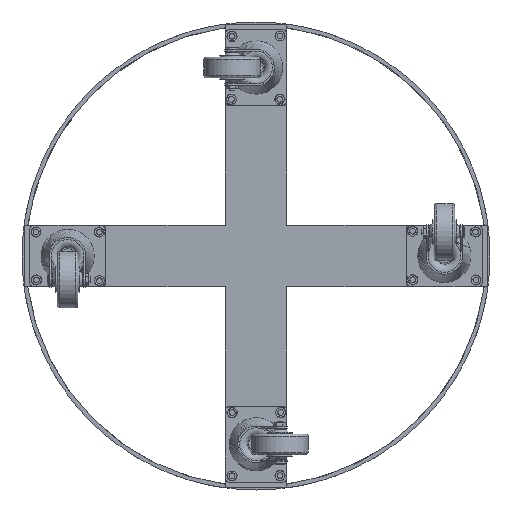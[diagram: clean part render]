
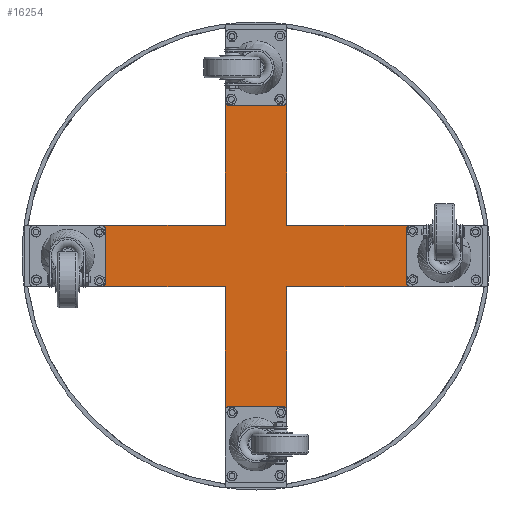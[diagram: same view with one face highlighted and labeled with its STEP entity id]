
A CAD part, top view. The second image highlights one B-rep face of the part: STEP entity #16254.
In plain terms, the highlighted planar face has unit normal (0, 0, 1).
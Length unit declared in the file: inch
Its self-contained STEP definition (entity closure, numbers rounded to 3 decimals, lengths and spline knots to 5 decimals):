
#15289=CARTESIAN_POINT('',(-1.4,-7.88903,2.1375));
#15290=VERTEX_POINT('',#15289);
#15297=CARTESIAN_POINT('',(-1.6,-8.08903,2.1375));
#15298=VERTEX_POINT('',#15297);
#15299=CARTESIAN_POINT('',(-1.4,-8.08903,2.1375));
#15300=DIRECTION('',(0.0,0.0,-1.0));
#15301=DIRECTION('',(0.0,-1.0,0.0));
#15302=AXIS2_PLACEMENT_3D('',#15299,#15300,#15301);
#15303=CIRCLE('',#15302,0.2);
#15304=EDGE_CURVE('',#15298,#15290,#15303,.T.);
#15328=CARTESIAN_POINT('',(1.4,-7.88903,2.1375));
#15329=VERTEX_POINT('',#15328);
#15336=CARTESIAN_POINT('',(-1.4,-7.88903,2.1375));
#15337=DIRECTION('',(1.0,0.0,0.0));
#15338=VECTOR('',#15337,2.8);
#15339=LINE('',#15336,#15338);
#15340=EDGE_CURVE('',#15290,#15329,#15339,.T.);
#15360=CARTESIAN_POINT('',(1.6,-8.08903,2.1375));
#15361=VERTEX_POINT('',#15360);
#15368=CARTESIAN_POINT('',(1.4,-8.08903,2.1375));
#15369=DIRECTION('',(0.0,0.0,-1.0));
#15370=DIRECTION('',(-1.0,0.0,0.0));
#15371=AXIS2_PLACEMENT_3D('',#15368,#15369,#15370);
#15372=CIRCLE('',#15371,0.2);
#15373=EDGE_CURVE('',#15329,#15361,#15372,.T.);
#15542=CARTESIAN_POINT('',(1.4,7.88903,2.1375));
#15543=VERTEX_POINT('',#15542);
#15550=CARTESIAN_POINT('',(1.6,8.08903,2.1375));
#15551=VERTEX_POINT('',#15550);
#15552=CARTESIAN_POINT('',(1.4,8.08903,2.1375));
#15553=DIRECTION('',(0.0,0.0,-1.0));
#15554=DIRECTION('',(0.0,1.0,0.0));
#15555=AXIS2_PLACEMENT_3D('',#15552,#15553,#15554);
#15556=CIRCLE('',#15555,0.2);
#15557=EDGE_CURVE('',#15551,#15543,#15556,.T.);
#15581=CARTESIAN_POINT('',(-1.4,7.88903,2.1375));
#15582=VERTEX_POINT('',#15581);
#15589=CARTESIAN_POINT('',(1.4,7.88903,2.1375));
#15590=DIRECTION('',(-1.0,0.0,0.0));
#15591=VECTOR('',#15590,2.8);
#15592=LINE('',#15589,#15591);
#15593=EDGE_CURVE('',#15543,#15582,#15592,.T.);
#15613=CARTESIAN_POINT('',(-1.6,8.08903,2.1375));
#15614=VERTEX_POINT('',#15613);
#15621=CARTESIAN_POINT('',(-1.4,8.08903,2.1375));
#15622=DIRECTION('',(0.0,0.0,-1.0));
#15623=DIRECTION('',(1.0,0.0,0.0));
#15624=AXIS2_PLACEMENT_3D('',#15621,#15622,#15623);
#15625=CIRCLE('',#15624,0.2);
#15626=EDGE_CURVE('',#15582,#15614,#15625,.T.);
#15795=CARTESIAN_POINT('',(-7.88903,1.4,2.1375));
#15796=VERTEX_POINT('',#15795);
#15803=CARTESIAN_POINT('',(-8.08903,1.6,2.1375));
#15804=VERTEX_POINT('',#15803);
#15805=CARTESIAN_POINT('',(-8.08903,1.4,2.1375));
#15806=DIRECTION('',(0.0,0.0,-1.0));
#15807=DIRECTION('',(-1.0,0.0,0.0));
#15808=AXIS2_PLACEMENT_3D('',#15805,#15806,#15807);
#15809=CIRCLE('',#15808,0.2);
#15810=EDGE_CURVE('',#15804,#15796,#15809,.T.);
#15834=CARTESIAN_POINT('',(-7.88903,-1.4,2.1375));
#15835=VERTEX_POINT('',#15834);
#15842=CARTESIAN_POINT('',(-7.88903,1.4,2.1375));
#15843=DIRECTION('',(0.0,-1.0,0.0));
#15844=VECTOR('',#15843,2.8);
#15845=LINE('',#15842,#15844);
#15846=EDGE_CURVE('',#15796,#15835,#15845,.T.);
#15866=CARTESIAN_POINT('',(-8.08903,-1.6,2.1375));
#15867=VERTEX_POINT('',#15866);
#15874=CARTESIAN_POINT('',(-8.08903,-1.4,2.1375));
#15875=DIRECTION('',(0.0,0.0,-1.0));
#15876=DIRECTION('',(0.0,1.0,0.0));
#15877=AXIS2_PLACEMENT_3D('',#15874,#15875,#15876);
#15878=CIRCLE('',#15877,0.2);
#15879=EDGE_CURVE('',#15835,#15867,#15878,.T.);
#16048=CARTESIAN_POINT('',(7.88903,-1.4,2.1375));
#16049=VERTEX_POINT('',#16048);
#16056=CARTESIAN_POINT('',(8.08903,-1.6,2.1375));
#16057=VERTEX_POINT('',#16056);
#16058=CARTESIAN_POINT('',(8.08903,-1.4,2.1375));
#16059=DIRECTION('',(0.0,0.0,-1.0));
#16060=DIRECTION('',(1.0,0.0,0.0));
#16061=AXIS2_PLACEMENT_3D('',#16058,#16059,#16060);
#16062=CIRCLE('',#16061,0.2);
#16063=EDGE_CURVE('',#16057,#16049,#16062,.T.);
#16087=CARTESIAN_POINT('',(7.88903,1.4,2.1375));
#16088=VERTEX_POINT('',#16087);
#16095=CARTESIAN_POINT('',(7.88903,-1.4,2.1375));
#16096=DIRECTION('',(0.0,1.0,0.0));
#16097=VECTOR('',#16096,2.8);
#16098=LINE('',#16095,#16097);
#16099=EDGE_CURVE('',#16049,#16088,#16098,.T.);
#16119=CARTESIAN_POINT('',(8.08903,1.6,2.1375));
#16120=VERTEX_POINT('',#16119);
#16127=CARTESIAN_POINT('',(8.08903,1.4,2.1375));
#16128=DIRECTION('',(0.0,0.0,-1.0));
#16129=DIRECTION('',(0.0,-1.0,0.0));
#16130=AXIS2_PLACEMENT_3D('',#16127,#16128,#16129);
#16131=CIRCLE('',#16130,0.2);
#16132=EDGE_CURVE('',#16088,#16120,#16131,.T.);
#16179=CARTESIAN_POINT('',(6.06952,0.8,2.1375));
#16180=DIRECTION('',(0.0,0.0,1.0));
#16181=DIRECTION('',(1.0,0.0,0.0));
#16182=AXIS2_PLACEMENT_3D('',#16179,#16180,#16181);
#16183=PLANE('',#16182);
#16184=ORIENTED_EDGE('',*,*,#15304,.T.);
#16185=ORIENTED_EDGE('',*,*,#15340,.T.);
#16186=ORIENTED_EDGE('',*,*,#15373,.T.);
#16187=CARTESIAN_POINT('',(1.6,-1.6,2.1375));
#16188=VERTEX_POINT('',#16187);
#16189=CARTESIAN_POINT('',(1.6,-1.6,2.1375));
#16190=DIRECTION('',(0.0,-1.0,0.0));
#16191=VECTOR('',#16190,6.48903);
#16192=LINE('',#16189,#16191);
#16193=EDGE_CURVE('',#16188,#15361,#16192,.T.);
#16194=ORIENTED_EDGE('',*,*,#16193,.F.);
#16195=CARTESIAN_POINT('',(8.08903,-1.6,2.1375));
#16196=DIRECTION('',(-1.0,0.0,0.0));
#16197=VECTOR('',#16196,6.48903);
#16198=LINE('',#16195,#16197);
#16199=EDGE_CURVE('',#16057,#16188,#16198,.T.);
#16200=ORIENTED_EDGE('',*,*,#16199,.F.);
#16201=ORIENTED_EDGE('',*,*,#16063,.T.);
#16202=ORIENTED_EDGE('',*,*,#16099,.T.);
#16203=ORIENTED_EDGE('',*,*,#16132,.T.);
#16204=CARTESIAN_POINT('',(1.6,1.6,2.1375));
#16205=VERTEX_POINT('',#16204);
#16206=CARTESIAN_POINT('',(1.6,1.6,2.1375));
#16207=DIRECTION('',(1.0,0.0,0.0));
#16208=VECTOR('',#16207,6.48903);
#16209=LINE('',#16206,#16208);
#16210=EDGE_CURVE('',#16205,#16120,#16209,.T.);
#16211=ORIENTED_EDGE('',*,*,#16210,.F.);
#16212=CARTESIAN_POINT('',(1.6,8.08903,2.1375));
#16213=DIRECTION('',(0.0,-1.0,0.0));
#16214=VECTOR('',#16213,6.48903);
#16215=LINE('',#16212,#16214);
#16216=EDGE_CURVE('',#15551,#16205,#16215,.T.);
#16217=ORIENTED_EDGE('',*,*,#16216,.F.);
#16218=ORIENTED_EDGE('',*,*,#15557,.T.);
#16219=ORIENTED_EDGE('',*,*,#15593,.T.);
#16220=ORIENTED_EDGE('',*,*,#15626,.T.);
#16221=CARTESIAN_POINT('',(-1.6,1.6,2.1375));
#16222=VERTEX_POINT('',#16221);
#16223=CARTESIAN_POINT('',(-1.6,1.6,2.1375));
#16224=DIRECTION('',(0.0,1.0,0.0));
#16225=VECTOR('',#16224,6.48903);
#16226=LINE('',#16223,#16225);
#16227=EDGE_CURVE('',#16222,#15614,#16226,.T.);
#16228=ORIENTED_EDGE('',*,*,#16227,.F.);
#16229=CARTESIAN_POINT('',(-8.08903,1.6,2.1375));
#16230=DIRECTION('',(1.0,0.0,0.0));
#16231=VECTOR('',#16230,6.48903);
#16232=LINE('',#16229,#16231);
#16233=EDGE_CURVE('',#15804,#16222,#16232,.T.);
#16234=ORIENTED_EDGE('',*,*,#16233,.F.);
#16235=ORIENTED_EDGE('',*,*,#15810,.T.);
#16236=ORIENTED_EDGE('',*,*,#15846,.T.);
#16237=ORIENTED_EDGE('',*,*,#15879,.T.);
#16238=CARTESIAN_POINT('',(-1.6,-1.6,2.1375));
#16239=VERTEX_POINT('',#16238);
#16240=CARTESIAN_POINT('',(-1.6,-1.6,2.1375));
#16241=DIRECTION('',(-1.0,0.0,0.0));
#16242=VECTOR('',#16241,6.48903);
#16243=LINE('',#16240,#16242);
#16244=EDGE_CURVE('',#16239,#15867,#16243,.T.);
#16245=ORIENTED_EDGE('',*,*,#16244,.F.);
#16246=CARTESIAN_POINT('',(-1.6,-8.08903,2.1375));
#16247=DIRECTION('',(0.0,1.0,0.0));
#16248=VECTOR('',#16247,6.48903);
#16249=LINE('',#16246,#16248);
#16250=EDGE_CURVE('',#15298,#16239,#16249,.T.);
#16251=ORIENTED_EDGE('',*,*,#16250,.F.);
#16252=EDGE_LOOP('',(#16184,#16185,#16186,#16194,#16200,#16201,#16202,#16203,#16211,#16217,#16218,#16219,#16220,#16228,#16234,#16235,#16236,#16237,#16245,#16251));
#16253=FACE_OUTER_BOUND('',#16252,.T.);
#16254=ADVANCED_FACE('',(#16253),#16183,.T.);
